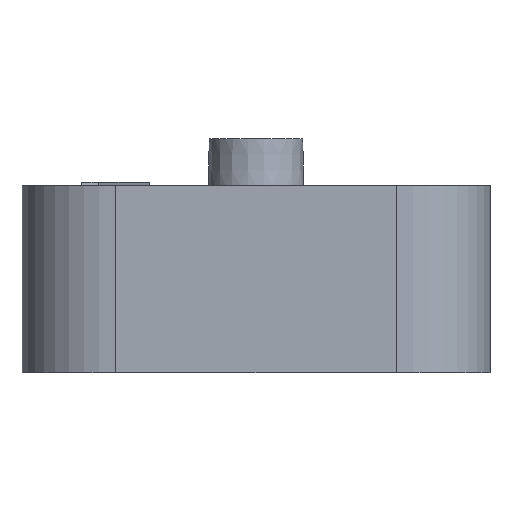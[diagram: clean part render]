
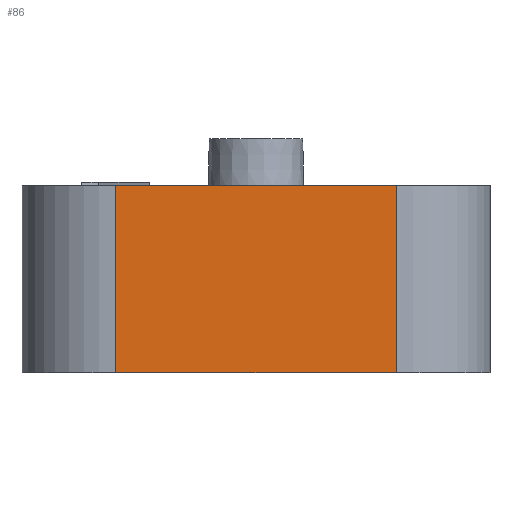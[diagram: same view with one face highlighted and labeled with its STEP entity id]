
A CAD part, left-side view. The second image highlights one B-rep face of the part: STEP entity #86.
In plain terms, the highlighted planar face has unit normal (-1, 0, 0).
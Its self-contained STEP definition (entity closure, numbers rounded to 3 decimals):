
#86 = ADVANCED_FACE( '', ( #447 ), #448, .F. );
#447 = FACE_OUTER_BOUND( '', #1099, .T. );
#448 = PLANE( '', #1100 );
#1099 = EDGE_LOOP( '', ( #2011, #2012, #2013, #2014 ) );
#1100 = AXIS2_PLACEMENT_3D( '', #2015, #2016, #2017 );
#2011 = ORIENTED_EDGE( '', *, *, #4122, .T. );
#2012 = ORIENTED_EDGE( '', *, *, #4383, .F. );
#2013 = ORIENTED_EDGE( '', *, *, #4354, .F. );
#2014 = ORIENTED_EDGE( '', *, *, #4159, .T. );
#2015 = CARTESIAN_POINT( '', ( -27., -7.5, 0. ) );
#2016 = DIRECTION( '', ( 1., 0., 0. ) );
#2017 = DIRECTION( '', ( 0., -1., 0. ) );
#4122 = EDGE_CURVE( '', #4897, #4895, #4898, .T. );
#4159 = EDGE_CURVE( '', #4965, #4897, #4966, .T. );
#4354 = EDGE_CURVE( '', #4965, #5353, #5354, .T. );
#4383 = EDGE_CURVE( '', #5353, #4895, #5409, .T. );
#4895 = VERTEX_POINT( '', #6175 );
#4897 = VERTEX_POINT( '', #6177 );
#4898 = LINE( '', #6178, #6179 );
#4965 = VERTEX_POINT( '', #6274 );
#4966 = LINE( '', #6275, #6276 );
#5353 = VERTEX_POINT( '', #6856 );
#5354 = LINE( '', #6857, #6858 );
#5409 = LINE( '', #6939, #6940 );
#6175 = CARTESIAN_POINT( '', ( -27., 7.5, 10. ) );
#6177 = CARTESIAN_POINT( '', ( -27., -7.5, 10. ) );
#6178 = CARTESIAN_POINT( '', ( -27., -7.5, 10. ) );
#6179 = VECTOR( '', #8166, 1000. );
#6274 = CARTESIAN_POINT( '', ( -27., -7.5, 0. ) );
#6275 = CARTESIAN_POINT( '', ( -27., -7.5, 0. ) );
#6276 = VECTOR( '', #8219, 1000. );
#6856 = CARTESIAN_POINT( '', ( -27., 7.5, 0. ) );
#6857 = CARTESIAN_POINT( '', ( -27., -7.5, 0. ) );
#6858 = VECTOR( '', #8416, 1000. );
#6939 = CARTESIAN_POINT( '', ( -27., 7.5, 0. ) );
#6940 = VECTOR( '', #8449, 1000. );
#8166 = DIRECTION( '', ( 0., 1., 0. ) );
#8219 = DIRECTION( '', ( 0., 0., 1. ) );
#8416 = DIRECTION( '', ( 0., 1., 0. ) );
#8449 = DIRECTION( '', ( 0., 0., 1. ) );
